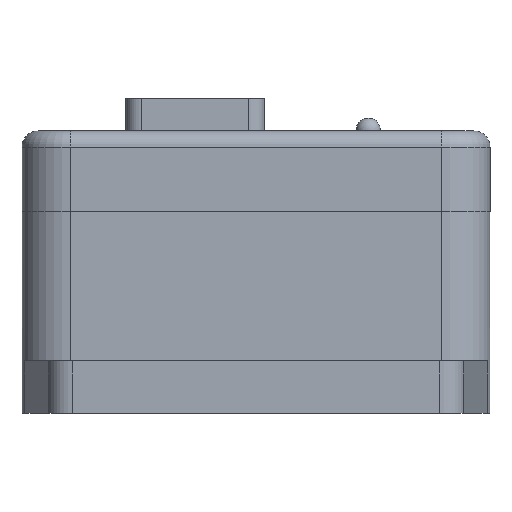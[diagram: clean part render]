
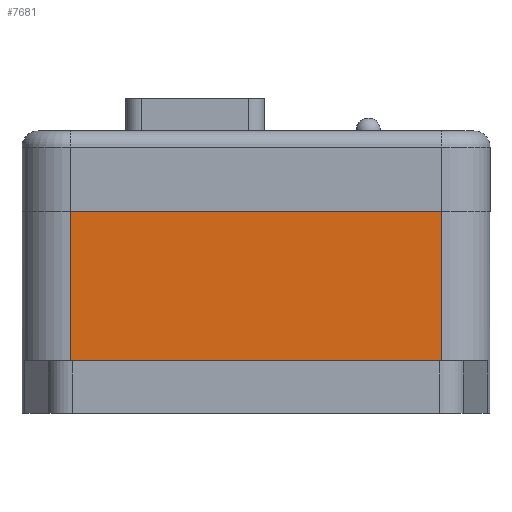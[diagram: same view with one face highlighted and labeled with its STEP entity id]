
A CAD part, left-side view. The second image highlights one B-rep face of the part: STEP entity #7681.
In plain terms, the highlighted planar face has unit normal (-1, 0, 0).
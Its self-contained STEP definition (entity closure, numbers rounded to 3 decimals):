
#1016 = VECTOR ( 'NONE', #5084, 1000. ) ;
#1131 = ORIENTED_EDGE ( 'NONE', *, *, #14508, .T. ) ;
#1599 = DIRECTION ( 'NONE',  ( 0., -1., 0. ) ) ;
#1893 = CARTESIAN_POINT ( 'NONE',  ( -53.41, 41.599, 6.5 ) ) ;
#3439 = CARTESIAN_POINT ( 'NONE',  ( -53.41, 47.599, 6.5 ) ) ;
#4046 = CARTESIAN_POINT ( 'NONE',  ( -53.41, 47.599, 25. ) ) ;
#4255 = EDGE_CURVE ( 'NONE', #4257, #17290, #12212, .T. ) ;
#4257 = VERTEX_POINT ( 'NONE', #21203 ) ;
#4543 = CARTESIAN_POINT ( 'NONE',  ( -53.41, -4.401, 25. ) ) ;
#4796 = CARTESIAN_POINT ( 'NONE',  ( -53.41, 47.599, 25. ) ) ;
#4923 = CARTESIAN_POINT ( 'NONE',  ( -53.41, 41.599, 25. ) ) ;
#5084 = DIRECTION ( 'NONE',  ( 0., 0., 1. ) ) ;
#6960 = VERTEX_POINT ( 'NONE', #1893 ) ;
#7363 = CARTESIAN_POINT ( 'NONE',  ( -53.41, 41.599, 25. ) ) ;
#7681 = ADVANCED_FACE ( 'NONE', ( #16668 ), #11258, .F. ) ;
#8430 = EDGE_CURVE ( 'NONE', #18300, #17290, #15260, .T. ) ;
#9748 = CARTESIAN_POINT ( 'NONE',  ( -53.41, -4.401, 25. ) ) ;
#10567 = ORIENTED_EDGE ( 'NONE', *, *, #17422, .T. ) ;
#11258 = PLANE ( 'NONE',  #13481 ) ;
#11500 = LINE ( 'NONE', #3439, #12797 ) ;
#12212 = LINE ( 'NONE', #9748, #1016 ) ;
#12797 = VECTOR ( 'NONE', #1599, 1000. ) ;
#13063 = DIRECTION ( 'NONE',  ( 1., 0., 0. ) ) ;
#13481 = AXIS2_PLACEMENT_3D ( 'NONE', #4796, #13063, #19607 ) ;
#13965 = DIRECTION ( 'NONE',  ( 0., 0., -1. ) ) ;
#14508 = EDGE_CURVE ( 'NONE', #18300, #6960, #17767, .T. ) ;
#14510 = EDGE_LOOP ( 'NONE', ( #1131, #10567, #20596, #21359 ) ) ;
#15260 = LINE ( 'NONE', #4046, #19349 ) ;
#16668 = FACE_OUTER_BOUND ( 'NONE', #14510, .T. ) ;
#17290 = VERTEX_POINT ( 'NONE', #4543 ) ;
#17422 = EDGE_CURVE ( 'NONE', #6960, #4257, #11500, .T. ) ;
#17767 = LINE ( 'NONE', #7363, #19853 ) ;
#18300 = VERTEX_POINT ( 'NONE', #4923 ) ;
#18926 = DIRECTION ( 'NONE',  ( 0., -1., 0. ) ) ;
#19349 = VECTOR ( 'NONE', #18926, 1000. ) ;
#19607 = DIRECTION ( 'NONE',  ( 0., 1., 0. ) ) ;
#19853 = VECTOR ( 'NONE', #13965, 1000. ) ;
#20596 = ORIENTED_EDGE ( 'NONE', *, *, #4255, .T. ) ;
#21203 = CARTESIAN_POINT ( 'NONE',  ( -53.41, -4.401, 6.5 ) ) ;
#21359 = ORIENTED_EDGE ( 'NONE', *, *, #8430, .F. ) ;
